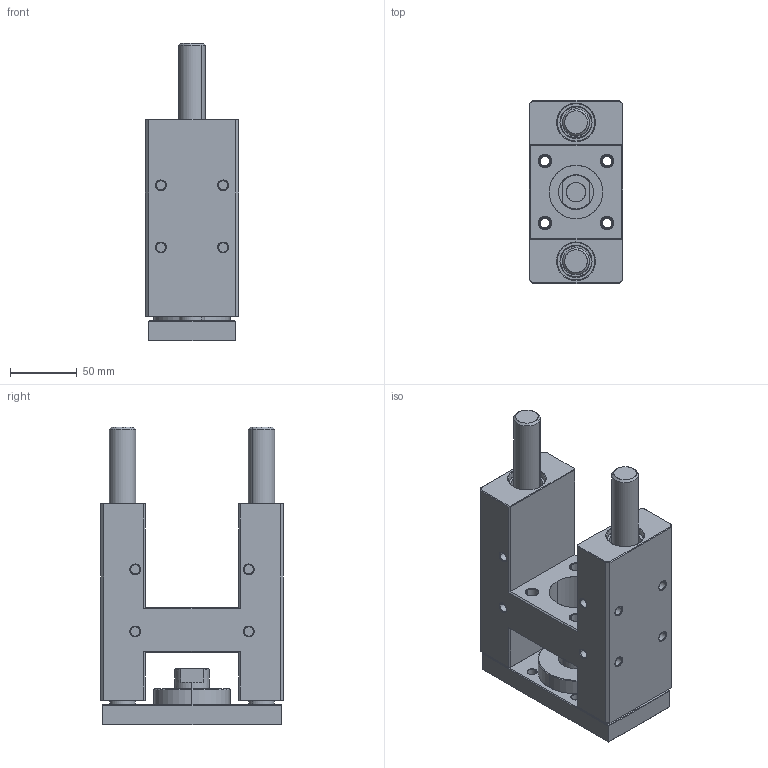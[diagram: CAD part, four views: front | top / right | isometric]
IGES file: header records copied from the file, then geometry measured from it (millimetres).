
Start section: SolidWorks IGES file using analytic representation for surfaces
Global section: file name: 50 H-GUIDING.IGS; native system: SolidWorks 2010; preprocessor: SolidWorks 2010; author: HASAN; date: 100806.181857; units: millimetre
Bounding box: 70 x 137 x 223 mm (x, y, z)
Surface area: 175225.7 mm2 (no closed solid volume)
Topology: 0 solids, 0 shells, 380 faces, 6164 edges, 6164 vertices
Faces by surface type: revolution 222, bspline 158
